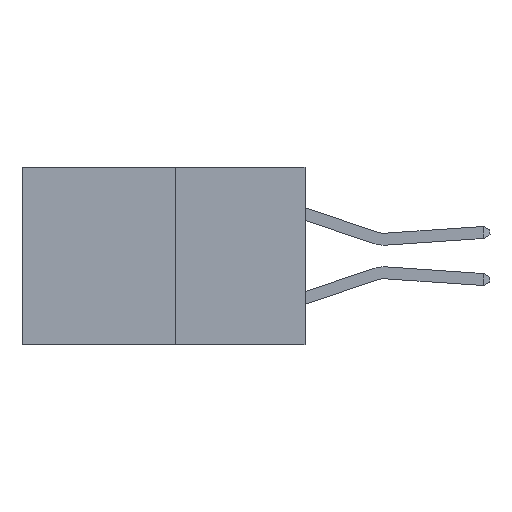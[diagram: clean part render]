
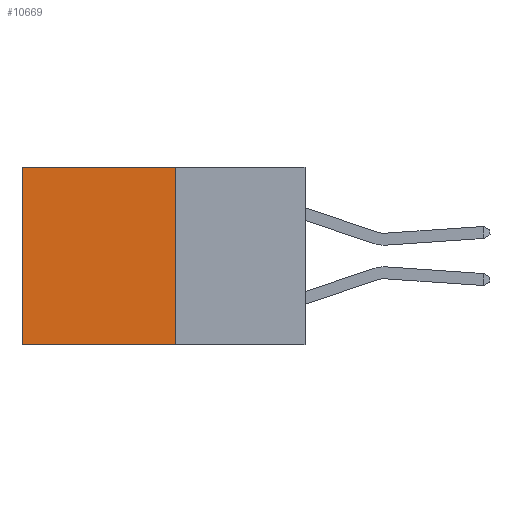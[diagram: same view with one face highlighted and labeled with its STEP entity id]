
A CAD part, left-side view. The second image highlights one B-rep face of the part: STEP entity #10669.
In plain terms, the highlighted planar face has unit normal (-1, 0, 0).
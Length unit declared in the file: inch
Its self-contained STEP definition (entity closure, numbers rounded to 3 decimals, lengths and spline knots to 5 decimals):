
#229 = ORIENTED_EDGE ( 'NONE', *, *, #11994, .T. ) ;
#1137 = EDGE_CURVE ( 'NONE', #11459, #7982, #6308, .T. ) ;
#1310 = CARTESIAN_POINT ( 'NONE',  ( 0.277, 0.59, -0.37 ) ) ;
#1482 = EDGE_LOOP ( 'NONE', ( #229, #3944, #7962, #7303 ) ) ;
#2107 = PLANE ( 'NONE',  #11665 ) ;
#2114 = FACE_OUTER_BOUND ( 'NONE', #1482, .T. ) ;
#2647 = VERTEX_POINT ( 'NONE', #4252 ) ;
#3623 = CARTESIAN_POINT ( 'NONE',  ( 0.277, 0.27, -0.37 ) ) ;
#3791 = VECTOR ( 'NONE', #8503, 39.37008 ) ;
#3944 = ORIENTED_EDGE ( 'NONE', *, *, #6319, .F. ) ;
#4150 = CARTESIAN_POINT ( 'NONE',  ( 0.277, 0.27, -0.37 ) ) ;
#4252 = CARTESIAN_POINT ( 'NONE',  ( 0.277, 0.27, -0.37 ) ) ;
#4459 = VECTOR ( 'NONE', #7277, 39.37008 ) ;
#4527 = CARTESIAN_POINT ( 'NONE',  ( 0.277, 0.27, 0. ) ) ;
#5161 = DIRECTION ( 'NONE',  ( 0., 0., -1. ) ) ;
#6308 = LINE ( 'NONE', #8480, #8884 ) ;
#6319 = EDGE_CURVE ( 'NONE', #2647, #11675, #8690, .T. ) ;
#7277 = DIRECTION ( 'NONE',  ( 0., 0., -1. ) ) ;
#7303 = ORIENTED_EDGE ( 'NONE', *, *, #1137, .T. ) ;
#7353 = VECTOR ( 'NONE', #10453, 39.37008 ) ;
#7745 = CARTESIAN_POINT ( 'NONE',  ( 0.277, 0.59, -0.37 ) ) ;
#7962 = ORIENTED_EDGE ( 'NONE', *, *, #11539, .F. ) ;
#7982 = VERTEX_POINT ( 'NONE', #9063 ) ;
#8480 = CARTESIAN_POINT ( 'NONE',  ( 0.277, 0.27, 0. ) ) ;
#8503 = DIRECTION ( 'NONE',  ( 0., 1., 0. ) ) ;
#8690 = LINE ( 'NONE', #8913, #3791 ) ;
#8707 = DIRECTION ( 'NONE',  ( 0., 1., 0. ) ) ;
#8884 = VECTOR ( 'NONE', #8707, 39.37008 ) ;
#8913 = CARTESIAN_POINT ( 'NONE',  ( 0.277, 0.27, -0.37 ) ) ;
#9063 = CARTESIAN_POINT ( 'NONE',  ( 0.277, 0.59, 0. ) ) ;
#9628 = LINE ( 'NONE', #1310, #4459 ) ;
#10453 = DIRECTION ( 'NONE',  ( 0., 0., -1. ) ) ;
#10669 = ADVANCED_FACE ( 'NONE', ( #2114 ), #2107, .F. ) ;
#10939 = DIRECTION ( 'NONE',  ( 1., 0., 0. ) ) ;
#11459 = VERTEX_POINT ( 'NONE', #4527 ) ;
#11539 = EDGE_CURVE ( 'NONE', #11459, #2647, #12180, .T. ) ;
#11665 = AXIS2_PLACEMENT_3D ( 'NONE', #4150, #10939, #5161 ) ;
#11675 = VERTEX_POINT ( 'NONE', #7745 ) ;
#11994 = EDGE_CURVE ( 'NONE', #7982, #11675, #9628, .T. ) ;
#12180 = LINE ( 'NONE', #3623, #7353 ) ;
